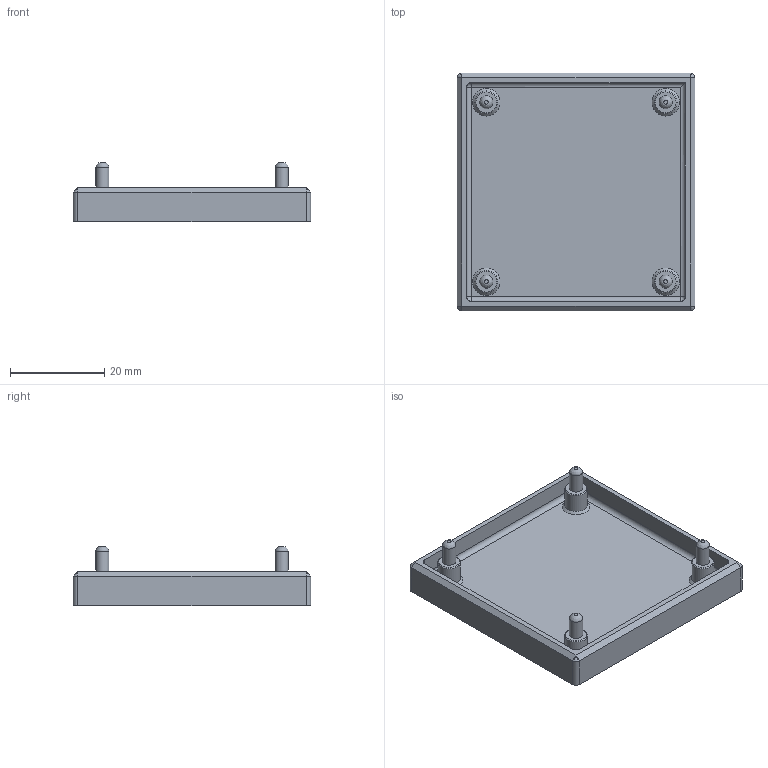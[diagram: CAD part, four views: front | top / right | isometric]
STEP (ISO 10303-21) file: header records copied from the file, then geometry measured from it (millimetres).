
FILE_DESCRIPTION(('HOOPS Exchange Step'),'2;1');
FILE_NAME('temp_export','2022-08-23T18:40:03+02:00',('asadu'),('Shapr3D Limited'),'HOOPS Exchange 2022.0','Shapr3D','Authorized');
FILE_SCHEMA( ('AP242_MANAGED_MODEL_BASED_3D_ENGINEERING_MIM_LF {1 0 10303 442 1 1 4 }') );
Length unit declared in the file: millimetre
Products named in the file (2): Platform motor Controller; root
Assembly tree (1 placements, depth 2):
  root
    Platform motor Controller
Bounding box: 50.32 x 50.32 x 12.5 mm (x, y, z)
Volume: 8559.2 mm3; surface area: 7596.6 mm2
Topology: 1 solids, 1 shells, 61 faces, 139 edges, 82 vertices
Faces by surface type: plane 23, cylinder 19, cone 12, bspline 4, sphere 3
Full cylindrical faces by diameter (mm): 2.8 x4, 4.8 x4
Entity records: 2222 total; most frequent: CARTESIAN_POINT 819, DIRECTION 307, ORIENTED_EDGE 264, EDGE_CURVE 132, AXIS2_PLACEMENT_3D 122, VERTEX_POINT 82, EDGE_LOOP 70, FACE_BOUND 70
